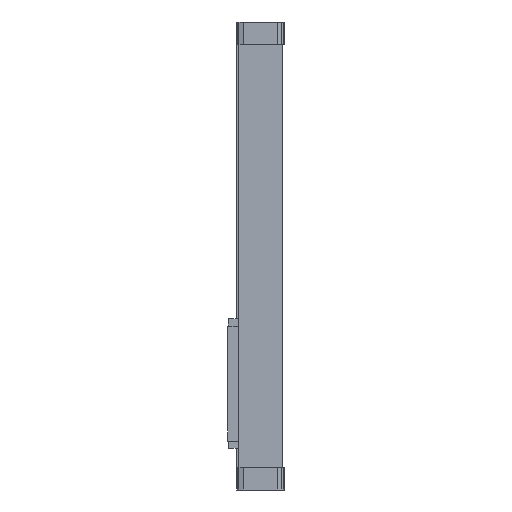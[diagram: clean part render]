
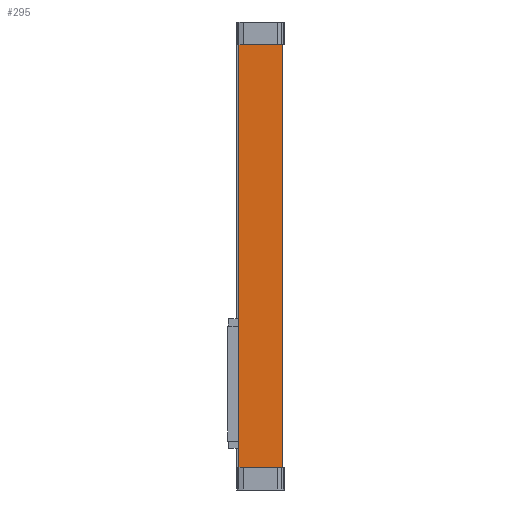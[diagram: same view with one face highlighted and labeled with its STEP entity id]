
A CAD part, left-side view. The second image highlights one B-rep face of the part: STEP entity #295.
In plain terms, the highlighted planar face has unit normal (-1, 0, 0).
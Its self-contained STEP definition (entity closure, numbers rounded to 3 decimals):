
#295 = ADVANCED_FACE( '', ( #699 ), #700, .F. );
#699 = FACE_OUTER_BOUND( '', #1212, .T. );
#700 = PLANE( '', #1213 );
#1212 = EDGE_LOOP( '', ( #2282, #2283, #2284, #2285 ) );
#1213 = AXIS2_PLACEMENT_3D( '', #2286, #2287, #2288 );
#2282 = ORIENTED_EDGE( '', *, *, #3125, .T. );
#2283 = ORIENTED_EDGE( '', *, *, #3124, .F. );
#2284 = ORIENTED_EDGE( '', *, *, #3013, .F. );
#2285 = ORIENTED_EDGE( '', *, *, #3095, .T. );
#2286 = CARTESIAN_POINT( '', ( -24., 26., 248. ) );
#2287 = DIRECTION( '', ( 1., 0., 0. ) );
#2288 = DIRECTION( '', ( 0., 0., -1. ) );
#3013 = EDGE_CURVE( '', #3581, #3583, #3584, .T. );
#3095 = EDGE_CURVE( '', #3581, #3716, #3718, .T. );
#3124 = EDGE_CURVE( '', #3583, #3757, #3759, .T. );
#3125 = EDGE_CURVE( '', #3716, #3757, #3760, .T. );
#3581 = VERTEX_POINT( '', #4482 );
#3583 = VERTEX_POINT( '', #4485 );
#3584 = LINE( '', #4486, #4487 );
#3716 = VERTEX_POINT( '', #4691 );
#3718 = LINE( '', #4694, #4695 );
#3757 = VERTEX_POINT( '', #4761 );
#3759 = LINE( '', #4764, #4765 );
#3760 = LINE( '', #4766, #4767 );
#4482 = CARTESIAN_POINT( '', ( -24., 26., 248. ) );
#4485 = CARTESIAN_POINT( '', ( -24., -26., 248. ) );
#4486 = CARTESIAN_POINT( '', ( -24., 26., 248. ) );
#4487 = VECTOR( '', #5365, 1000. );
#4691 = CARTESIAN_POINT( '', ( -24., 26., -248. ) );
#4694 = CARTESIAN_POINT( '', ( -24., 26., 248. ) );
#4695 = VECTOR( '', #5463, 1000. );
#4761 = CARTESIAN_POINT( '', ( -24., -26., -248. ) );
#4764 = CARTESIAN_POINT( '', ( -24., -26., 248. ) );
#4765 = VECTOR( '', #5492, 1000. );
#4766 = CARTESIAN_POINT( '', ( -24., 26., -248. ) );
#4767 = VECTOR( '', #5493, 1000. );
#5365 = DIRECTION( '', ( 0., -1., 0. ) );
#5463 = DIRECTION( '', ( 0., 0., -1. ) );
#5492 = DIRECTION( '', ( 0., 0., -1. ) );
#5493 = DIRECTION( '', ( 0., -1., 0. ) );
